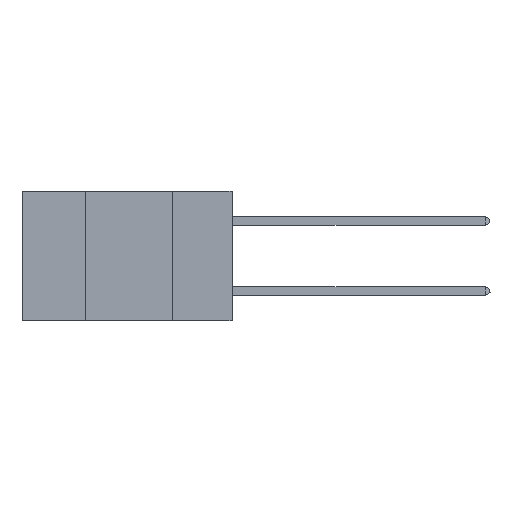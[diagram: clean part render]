
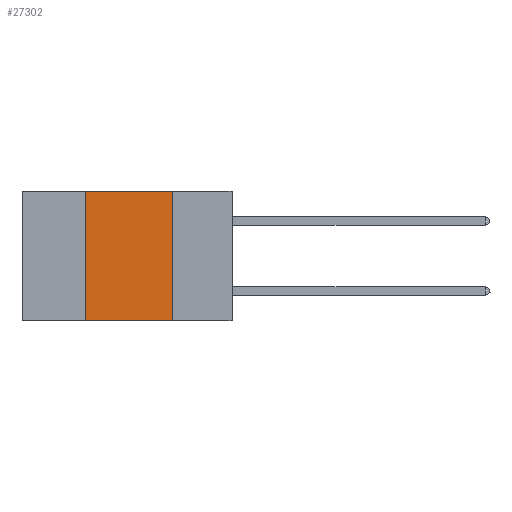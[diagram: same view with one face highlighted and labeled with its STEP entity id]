
A CAD part, left-side view. The second image highlights one B-rep face of the part: STEP entity #27302.
In plain terms, the highlighted planar face has unit normal (-1, 0, 0).
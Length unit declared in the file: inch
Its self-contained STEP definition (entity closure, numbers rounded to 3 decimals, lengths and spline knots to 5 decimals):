
#2712 = DIRECTION ( 'NONE',  ( 1., 0., 0. ) ) ;
#3914 = CARTESIAN_POINT ( 'NONE',  ( 0., 0.42, 0. ) ) ;
#4692 = CARTESIAN_POINT ( 'NONE',  ( 0., 0.6, 0. ) ) ;
#6187 = CARTESIAN_POINT ( 'NONE',  ( 0., 0.6, 0. ) ) ;
#7215 = CARTESIAN_POINT ( 'NONE',  ( 0., 0.17, -0.37 ) ) ;
#7514 = DIRECTION ( 'NONE',  ( 0., 0., -1. ) ) ;
#7639 = CARTESIAN_POINT ( 'NONE',  ( 0., 0.42, -0.37 ) ) ;
#8200 = VERTEX_POINT ( 'NONE', #7639 ) ;
#9345 = VECTOR ( 'NONE', #30575, 39.37008 ) ;
#9529 = ORIENTED_EDGE ( 'NONE', *, *, #18470, .F. ) ;
#9724 = FACE_OUTER_BOUND ( 'NONE', #19259, .T. ) ;
#10847 = VERTEX_POINT ( 'NONE', #20670 ) ;
#11199 = VECTOR ( 'NONE', #11623, 39.37008 ) ;
#11572 = LINE ( 'NONE', #24340, #13087 ) ;
#11623 = DIRECTION ( 'NONE',  ( 0., 0., -1. ) ) ;
#12970 = EDGE_CURVE ( 'NONE', #8200, #17638, #11572, .T. ) ;
#13087 = VECTOR ( 'NONE', #17238, 39.37008 ) ;
#14164 = LINE ( 'NONE', #6187, #23859 ) ;
#14433 = ORIENTED_EDGE ( 'NONE', *, *, #12970, .T. ) ;
#14983 = LINE ( 'NONE', #27951, #11199 ) ;
#16175 = ORIENTED_EDGE ( 'NONE', *, *, #22158, .F. ) ;
#16654 = PLANE ( 'NONE',  #20170 ) ;
#17238 = DIRECTION ( 'NONE',  ( 0., -1., 0. ) ) ;
#17638 = VERTEX_POINT ( 'NONE', #7215 ) ;
#17940 = DIRECTION ( 'NONE',  ( 0., -1., 0. ) ) ;
#18470 = EDGE_CURVE ( 'NONE', #8200, #10847, #18779, .T. ) ;
#18779 = LINE ( 'NONE', #3914, #9345 ) ;
#19259 = EDGE_LOOP ( 'NONE', ( #16175, #23560, #9529, #14433 ) ) ;
#20170 = AXIS2_PLACEMENT_3D ( 'NONE', #4692, #2712, #7514 ) ;
#20670 = CARTESIAN_POINT ( 'NONE',  ( 0., 0.42, 0. ) ) ;
#22044 = VERTEX_POINT ( 'NONE', #30773 ) ;
#22158 = EDGE_CURVE ( 'NONE', #22044, #17638, #14983, .T. ) ;
#23560 = ORIENTED_EDGE ( 'NONE', *, *, #26924, .F. ) ;
#23859 = VECTOR ( 'NONE', #17940, 39.37008 ) ;
#24340 = CARTESIAN_POINT ( 'NONE',  ( 0., 0.6, -0.37 ) ) ;
#26924 = EDGE_CURVE ( 'NONE', #10847, #22044, #14164, .T. ) ;
#27302 = ADVANCED_FACE ( 'NONE', ( #9724 ), #16654, .F. ) ;
#27951 = CARTESIAN_POINT ( 'NONE',  ( 0., 0.17, 0. ) ) ;
#30575 = DIRECTION ( 'NONE',  ( 0., 0., 1. ) ) ;
#30773 = CARTESIAN_POINT ( 'NONE',  ( 0., 0.17, 0. ) ) ;
